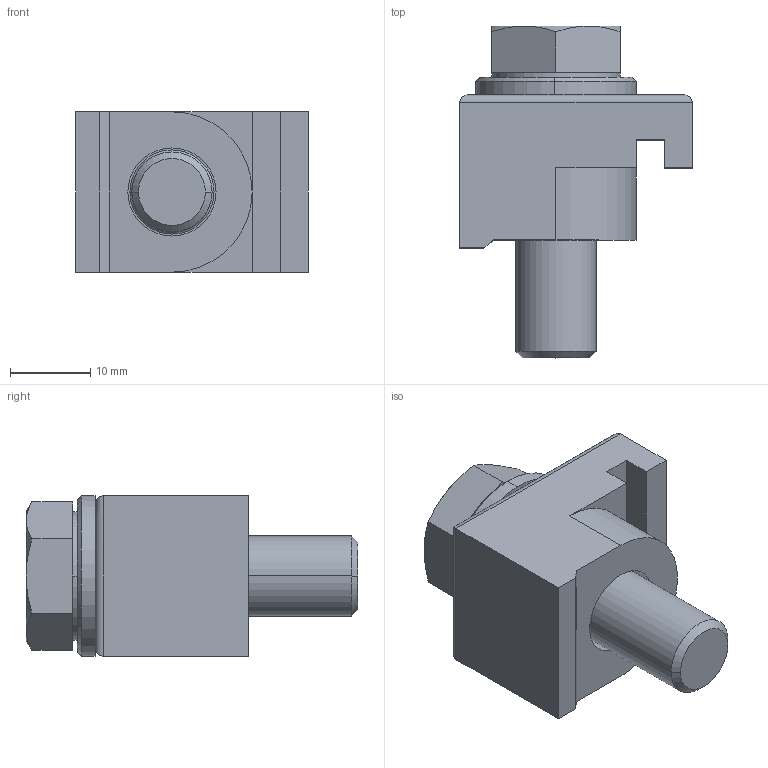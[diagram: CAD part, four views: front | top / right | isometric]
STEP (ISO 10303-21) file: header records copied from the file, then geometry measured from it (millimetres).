
FILE_DESCRIPTION (( 'STEP AP214' ), '1' );
FILE_NAME ('350BPD250.step', '2017-07-07T04:57:28', ( 'install' ), ( '' ), 'SwSTEP 2.0', 'SolidWorks 2015', '' );
FILE_SCHEMA (( 'AUTOMOTIVE_DESIGN' ));
Length unit declared in the file: millimetre
Products named in the file (1): 350BPD250
Bounding box: 29 x 41.4 x 20 mm (x, y, z)
Volume: 11572.7 mm3; surface area: 5783.3 mm2
Topology: 3 solids, 3 shells, 59 faces, 130 edges, 78 vertices
Faces by surface type: plane 31, cylinder 16, cone 10, torus 2
Entity records: 2355 total; most frequent: CARTESIAN_POINT 352, DIRECTION 276, ORIENTED_EDGE 260, EDGE_CURVE 130, AXIS2_PLACEMENT_3D 102, VERTEX_POINT 78, LINE 72, VECTOR 72
